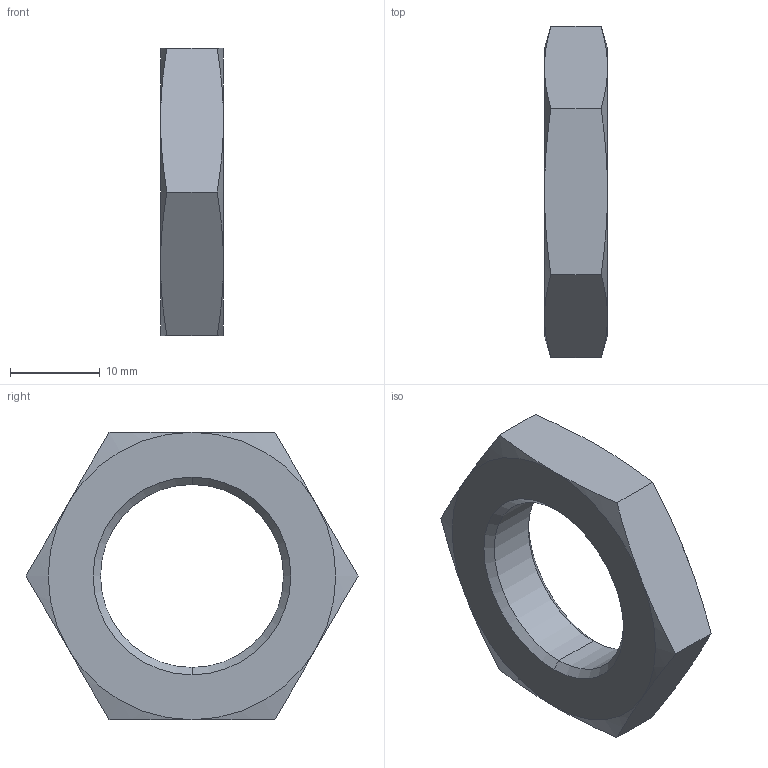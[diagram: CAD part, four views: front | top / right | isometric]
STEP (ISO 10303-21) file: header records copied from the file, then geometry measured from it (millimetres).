
FILE_DESCRIPTION(('HOOPS Exchange Step'),'2;1');
FILE_NAME('export-E9F16E31-72A8-4462-A1C7-6F89DB1FEA33.stp','2021-10-11T12:25:53+02:00',('User'),('Alibre'),'HOOPS Exchange 2020.1','Alibre','Unknown authorisation');
FILE_SCHEMA( ('AP242_MANAGED_MODEL_BASED_3D_ENGINEERING_MIM_LF {1 0 10303 442 1 1 4 }') );
Length unit declared in the file: millimetre
Products named in the file (1): 5704 0950200010 Head Nut M22x1.5
Bounding box: 7 x 36.95 x 32 mm (x, y, z)
Volume: 3846.9 mm3; surface area: 2239.6 mm2
Topology: 1 solids, 1 shells, 26 faces, 56 edges, 32 vertices
Faces by surface type: cone 16, plane 8, cylinder 2
Entity records: 702 total; most frequent: CARTESIAN_POINT 164, ORIENTED_EDGE 112, DIRECTION 108, EDGE_CURVE 56, AXIS2_PLACEMENT_3D 48, VERTEX_POINT 32, EDGE_LOOP 28, FACE_BOUND 28
